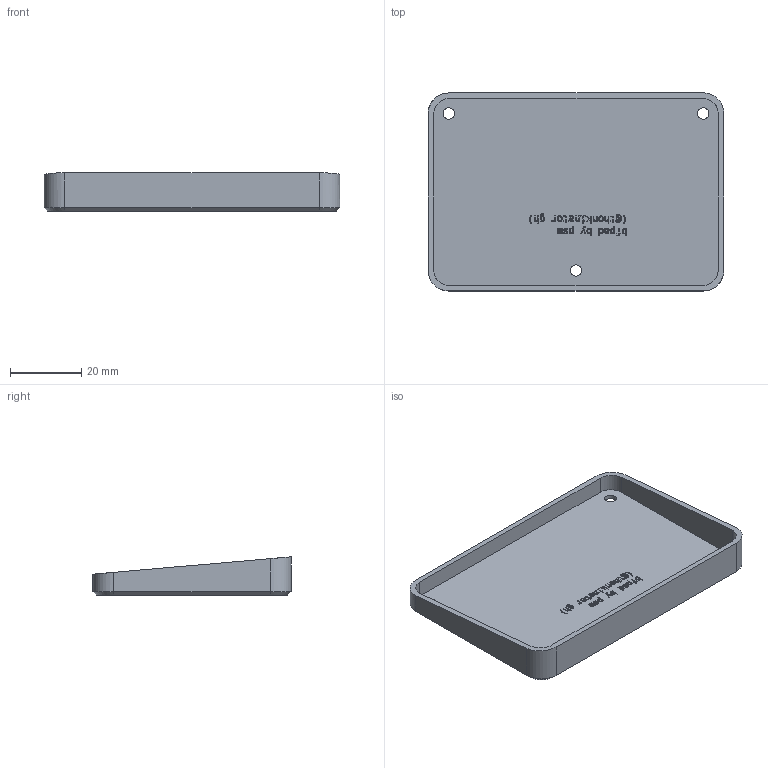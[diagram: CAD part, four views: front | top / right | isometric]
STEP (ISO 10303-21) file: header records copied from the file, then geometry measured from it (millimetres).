
FILE_DESCRIPTION(/* description */ ('','CAx-IF Rec.Pracs.---Representation and Presentation of Product Manufacturing Information (PMI)---4.0---2014-10-13'),/* implementation_level */ '2;1');
FILE_NAME(/* name */ 'hackpad_stand.step',/* time_stamp */ '2025-02-18T22:09:00-05:00',/* author */ (''),/* organization */ (''),/* preprocessor_version */ 'ST-DEVELOPER v20',/* originating_system */ 'Autodesk Translation Framework v13.20.0.188',/* authorisation */ '');
FILE_SCHEMA (('AP242_MANAGED_MODEL_BASED_3D_ENGINEERING_MIM_LF { 1 0 10303 442 1 1 4 }'));
Length unit declared in the file: millimetre
Products named in the file (2): hackpad_stand; hackpadstand
Assembly tree (1 placements, depth 2):
  hackpad_stand
    hackpadstand
Bounding box: 82.97 x 55.59 x 10.76 mm (x, y, z)
Volume: 8323.4 mm3; surface area: 13101.2 mm2
Topology: 1 solids, 1 shells, 579 faces, 1606 edges, 1068 vertices
Faces by surface type: bspline 325, plane 239, cylinder 11, cone 4
Full cylindrical faces by diameter (mm): 3.2 x3
Entity records: 21437 total; most frequent: CARTESIAN_POINT 8781, ORIENTED_EDGE 3212, EDGE_CURVE 1606, DIRECTION 1496, VERTEX_POINT 1068, LINE 930, VECTOR 930, B_SPLINE_CURVE_WITH_KNOTS 650
